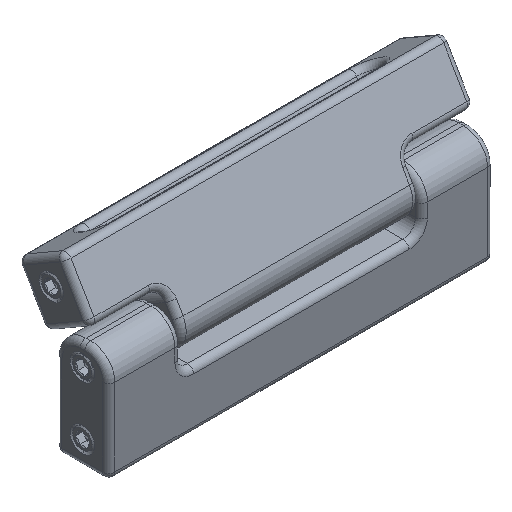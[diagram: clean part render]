
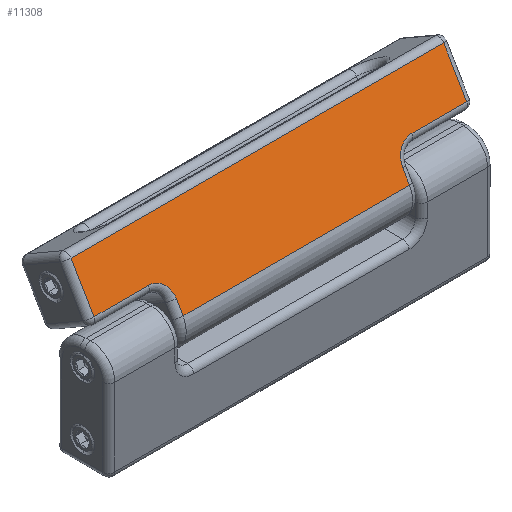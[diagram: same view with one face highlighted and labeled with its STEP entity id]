
A CAD part, isometric view. The second image highlights one B-rep face of the part: STEP entity #11308.
In plain terms, the highlighted face is planar.
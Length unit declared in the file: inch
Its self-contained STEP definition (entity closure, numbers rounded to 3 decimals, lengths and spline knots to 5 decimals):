
#194 = DIRECTION ( 'NONE',  ( 0., 0., -1. ) ) ;
#271 = ORIENTED_EDGE ( 'NONE', *, *, #5279, .T. ) ;
#381 = EDGE_CURVE ( 'NONE', #10576, #9678, #5401, .T. ) ;
#641 = DIRECTION ( 'NONE',  ( -1., 0., 0. ) ) ;
#899 = VECTOR ( 'NONE', #194, 39.37008 ) ;
#1254 = EDGE_CURVE ( 'NONE', #2750, #4855, #10457, .T. ) ;
#1256 = ORIENTED_EDGE ( 'NONE', *, *, #381, .T. ) ;
#1387 = EDGE_CURVE ( 'NONE', #8530, #3434, #7134, .T. ) ;
#1589 = EDGE_LOOP ( 'NONE', ( #9005, #13421, #7021, #11029, #5643, #5022, #1256, #1743, #271, #12969 ) ) ;
#1743 = ORIENTED_EDGE ( 'NONE', *, *, #7168, .T. ) ;
#2296 = VERTEX_POINT ( 'NONE', #5302 ) ;
#2522 = EDGE_CURVE ( 'NONE', #3434, #10252, #11412, .T. ) ;
#2580 = CARTESIAN_POINT ( 'NONE',  ( 0.2375, -0.275, 1.9375 ) ) ;
#2750 = VERTEX_POINT ( 'NONE', #11868 ) ;
#2766 = CARTESIAN_POINT ( 'NONE',  ( 0.3, -0.275, -1.9375 ) ) ;
#2832 = CARTESIAN_POINT ( 'NONE',  ( 0.2375, -0.275, 2. ) ) ;
#3068 = VECTOR ( 'NONE', #10192, 39.37008 ) ;
#3269 = CARTESIAN_POINT ( 'NONE',  ( -0.3, -0.275, 2. ) ) ;
#3378 = DIRECTION ( 'NONE',  ( 1., 0., 0. ) ) ;
#3434 = VERTEX_POINT ( 'NONE', #9562 ) ;
#3735 = VERTEX_POINT ( 'NONE', #12455 ) ;
#3906 = DIRECTION ( 'NONE',  ( 1., 0., 0. ) ) ;
#4324 = VECTOR ( 'NONE', #11981, 39.37008 ) ;
#4341 = VECTOR ( 'NONE', #6902, 39.37008 ) ;
#4628 = EDGE_CURVE ( 'NONE', #5408, #8530, #8803, .T. ) ;
#4855 = VERTEX_POINT ( 'NONE', #7947 ) ;
#4916 = CARTESIAN_POINT ( 'NONE',  ( -0.2375, -0.275, 2. ) ) ;
#5022 = ORIENTED_EDGE ( 'NONE', *, *, #11577, .T. ) ;
#5193 = CARTESIAN_POINT ( 'NONE',  ( -0.2375, -0.275, 1.9375 ) ) ;
#5279 = EDGE_CURVE ( 'NONE', #2296, #5408, #11434, .T. ) ;
#5302 = CARTESIAN_POINT ( 'NONE',  ( -0.2375, -0.275, 1.37 ) ) ;
#5401 = LINE ( 'NONE', #10037, #12803 ) ;
#5408 = VERTEX_POINT ( 'NONE', #7239 ) ;
#5589 = CARTESIAN_POINT ( 'NONE',  ( -0.2375, -0.275, 2. ) ) ;
#5643 = ORIENTED_EDGE ( 'NONE', *, *, #12707, .T. ) ;
#6136 = DIRECTION ( 'NONE',  ( 0., 1., 0. ) ) ;
#6448 = DIRECTION ( 'NONE',  ( 0., 0., 1. ) ) ;
#6902 = DIRECTION ( 'NONE',  ( -1., 0., 0. ) ) ;
#6943 = VECTOR ( 'NONE', #3906, 39.37008 ) ;
#7021 = ORIENTED_EDGE ( 'NONE', *, *, #7843, .T. ) ;
#7134 = LINE ( 'NONE', #11934, #4324 ) ;
#7168 = EDGE_CURVE ( 'NONE', #9678, #2296, #8689, .T. ) ;
#7239 = CARTESIAN_POINT ( 'NONE',  ( -0.43, -0.275, 1.1775 ) ) ;
#7843 = EDGE_CURVE ( 'NONE', #10252, #2750, #11172, .T. ) ;
#7947 = CARTESIAN_POINT ( 'NONE',  ( -0.2375, -0.275, -1.9375 ) ) ;
#8087 = AXIS2_PLACEMENT_3D ( 'NONE', #3269, #11693, #6448 ) ;
#8144 = DIRECTION ( 'NONE',  ( 0., 0., 1. ) ) ;
#8489 = PLANE ( 'NONE',  #8087 ) ;
#8530 = VERTEX_POINT ( 'NONE', #11521 ) ;
#8689 = LINE ( 'NONE', #4916, #3068 ) ;
#8803 = LINE ( 'NONE', #13175, #4341 ) ;
#8855 = AXIS2_PLACEMENT_3D ( 'NONE', #12434, #6136, #13492 ) ;
#9005 = ORIENTED_EDGE ( 'NONE', *, *, #1387, .T. ) ;
#9562 = CARTESIAN_POINT ( 'NONE',  ( -0.57, -0.275, -1.1775 ) ) ;
#9678 = VERTEX_POINT ( 'NONE', #5193 ) ;
#10037 = CARTESIAN_POINT ( 'NONE',  ( -0.3, -0.275, 1.9375 ) ) ;
#10093 = CARTESIAN_POINT ( 'NONE',  ( -0.43, -0.275, -1.1775 ) ) ;
#10106 = LINE ( 'NONE', #2832, #10454 ) ;
#10192 = DIRECTION ( 'NONE',  ( 0., 0., -1. ) ) ;
#10252 = VERTEX_POINT ( 'NONE', #10093 ) ;
#10454 = VECTOR ( 'NONE', #8144, 39.37008 ) ;
#10457 = LINE ( 'NONE', #5589, #899 ) ;
#10576 = VERTEX_POINT ( 'NONE', #2580 ) ;
#11029 = ORIENTED_EDGE ( 'NONE', *, *, #1254, .T. ) ;
#11172 = CIRCLE ( 'NONE', #8855, 0.1925 ) ;
#11255 = FACE_OUTER_BOUND ( 'NONE', #1589, .T. ) ;
#11308 = ADVANCED_FACE ( 'NONE', ( #11255 ), #8489, .F. ) ;
#11398 = VECTOR ( 'NONE', #3378, 39.37008 ) ;
#11412 = LINE ( 'NONE', #12636, #11398 ) ;
#11434 = CIRCLE ( 'NONE', #12424, 0.1925 ) ;
#11521 = CARTESIAN_POINT ( 'NONE',  ( -0.57, -0.275, 1.1775 ) ) ;
#11577 = EDGE_CURVE ( 'NONE', #3735, #10576, #10106, .T. ) ;
#11671 = DIRECTION ( 'NONE',  ( 0., 1., 0. ) ) ;
#11693 = DIRECTION ( 'NONE',  ( 0., 1., 0. ) ) ;
#11868 = CARTESIAN_POINT ( 'NONE',  ( -0.2375, -0.275, -1.37 ) ) ;
#11934 = CARTESIAN_POINT ( 'NONE',  ( -0.57, -0.275, 2. ) ) ;
#11981 = DIRECTION ( 'NONE',  ( 0., 0., -1. ) ) ;
#12424 = AXIS2_PLACEMENT_3D ( 'NONE', #12436, #11671, #12625 ) ;
#12434 = CARTESIAN_POINT ( 'NONE',  ( -0.43, -0.275, -1.37 ) ) ;
#12436 = CARTESIAN_POINT ( 'NONE',  ( -0.43, -0.275, 1.37 ) ) ;
#12455 = CARTESIAN_POINT ( 'NONE',  ( 0.2375, -0.275, -1.9375 ) ) ;
#12625 = DIRECTION ( 'NONE',  ( 0., 0., 1. ) ) ;
#12636 = CARTESIAN_POINT ( 'NONE',  ( -0.3, -0.275, -1.1775 ) ) ;
#12707 = EDGE_CURVE ( 'NONE', #4855, #3735, #12845, .T. ) ;
#12803 = VECTOR ( 'NONE', #641, 39.37008 ) ;
#12845 = LINE ( 'NONE', #2766, #6943 ) ;
#12969 = ORIENTED_EDGE ( 'NONE', *, *, #4628, .T. ) ;
#13175 = CARTESIAN_POINT ( 'NONE',  ( -0.3, -0.275, 1.1775 ) ) ;
#13421 = ORIENTED_EDGE ( 'NONE', *, *, #2522, .T. ) ;
#13492 = DIRECTION ( 'NONE',  ( 0., 0., 1. ) ) ;
